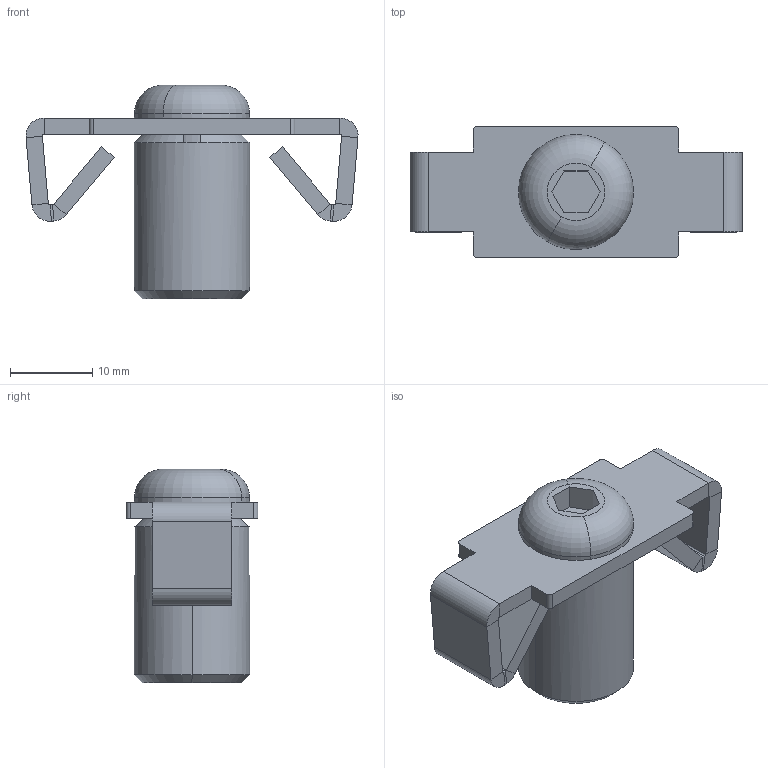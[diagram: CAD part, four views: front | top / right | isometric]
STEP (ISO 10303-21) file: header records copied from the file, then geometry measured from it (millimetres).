
FILE_DESCRIPTION (( 'STEP AP214' ), '1' );
FILE_NAME ('SNSD.30.50.24 Âèíò òîðöåâîé ñ ïëàñòèíîé 40(E44), ïàç 10.STEP', '2014-11-21T11:40:27', ( 'XTreme.ws' ), ( 'XTreme.ws' ), 'SwSTEP 2.0', 'SolidWorks 2014', '' );
FILE_SCHEMA (( 'AUTOMOTIVE_DESIGN' ));
Length unit declared in the file: millimetre
Products named in the file (4): SNSD.30.50.50 Çàæèì(E43), ïàç 8E44_00; SNSD.30.50.48 Âèíò(E43), ïàç 8E44_00; SNSD.30.50.49 Âòóëêà(E43), ïàç 8E44_00; SNSD.30.50.24 Âèíò òîðöåâîé ñ ïëàñòèíîé 40(E44), ïàç 10
Assembly tree (3 placements, depth 2):
  SNSD.30.50.24 Âèíò òîðöåâîé ñ ïëàñòèíîé 40(E44), ïàç 10
    SNSD.30.50.50 Çàæèì(E43), ïàç 8E44_00
    SNSD.30.50.48 Âèíò(E43), ïàç 8E44_00
    SNSD.30.50.49 Âòóëêà(E43), ïàç 8E44_00
Bounding box: 40.39 x 16 x 26 mm (x, y, z)
Volume: 5467.8 mm3; surface area: 4653.9 mm2
Topology: 3 solids, 3 shells, 111 faces, 248 edges, 144 vertices
Faces by surface type: plane 69, cylinder 26, cone 12, torus 4
Entity records: 3246 total; most frequent: DIRECTION 554, CARTESIAN_POINT 533, ORIENTED_EDGE 496, EDGE_CURVE 248, AXIS2_PLACEMENT_3D 197, VECTOR 160, LINE 160, VERTEX_POINT 144
